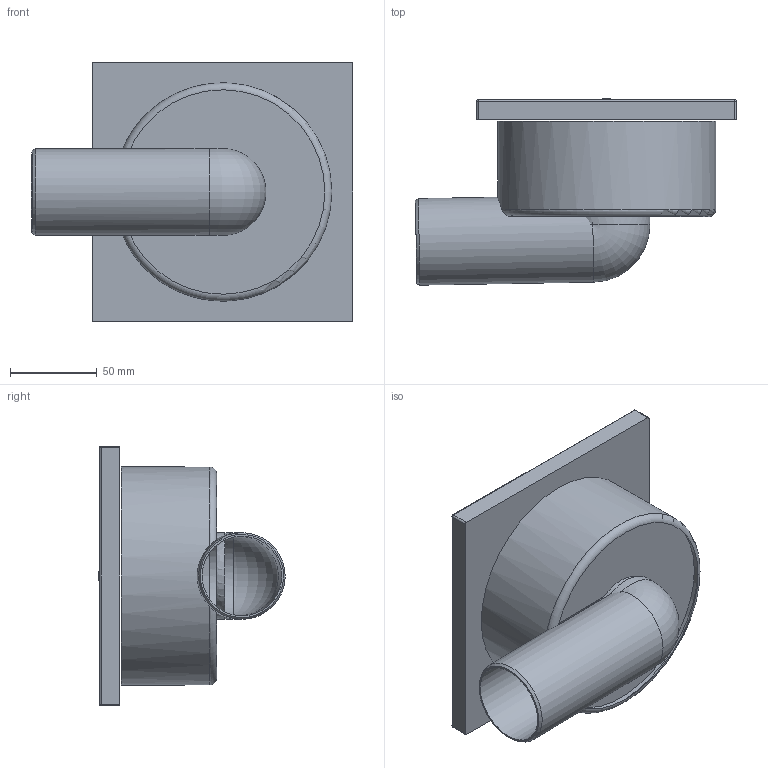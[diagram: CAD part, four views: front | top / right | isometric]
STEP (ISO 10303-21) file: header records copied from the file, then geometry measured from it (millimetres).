
FILE_DESCRIPTION(('STEP AP242'), '1');
FILE_NAME('326XN', '', ('UNSPECIFIED'), ('UNSPECIFIED'), 'ASCON STEP Converter 1.6', 'ASCON Math Kernel', '');
FILE_SCHEMA(('AP242_MANAGED_MODEL_BASED_3D_ENGINEERING_MIM_LF { 1 0 10303 442 1 1 4 }'));
Length unit declared in the file: millimetre
Assembly tree (2 placements, depth 2):
  (unnamed)
    (unnamed)
    (unnamed)
Bounding box: 185.42 x 107.57 x 150 mm (x, y, z)
Volume: 149539.4 mm3; surface area: 139782.2 mm2
Topology: 2 solids, 3 shells, 118 faces, 375 edges, 229 vertices
Faces by surface type: cylinder 53, extrusion 30, plane 19, torus 9, sphere 4, cone 3
Full cylindrical faces by diameter (mm): 46 x2, 50 x1, 114 x1, 120 x2, 121 x1, 126 x1
Entity records: 8212 total; most frequent: CARTESIAN_POINT 4091, ORIENTED_EDGE 681, DIRECTION 536, EDGE_CURVE 346, VERTEX_POINT 227, AXIS2_PLACEMENT_3D 213, B_SPLINE_CURVE_WITH_KNOTS 160, EDGE_LOOP 154
